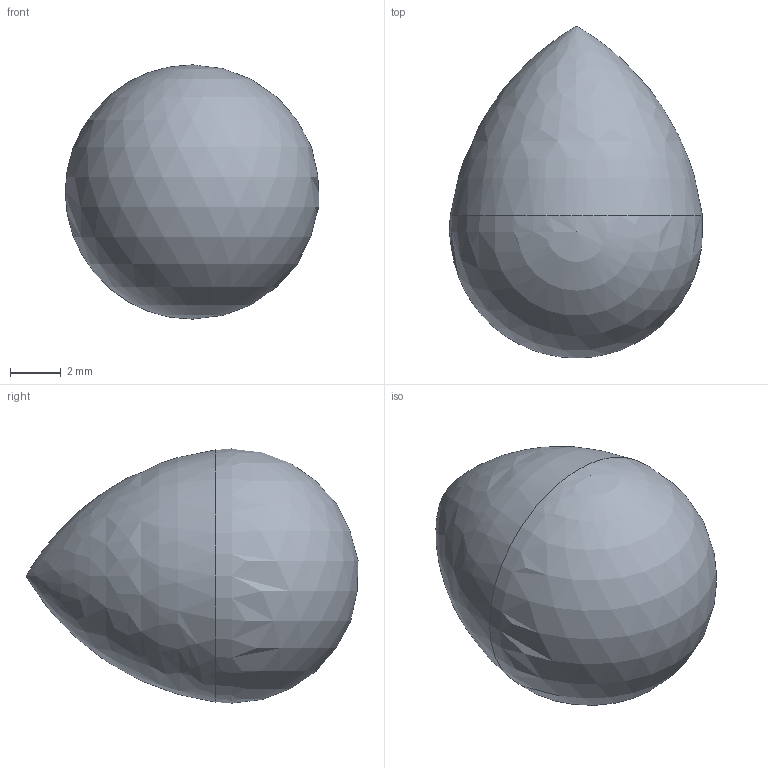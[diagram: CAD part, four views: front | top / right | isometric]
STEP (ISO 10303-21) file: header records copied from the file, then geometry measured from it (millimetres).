
FILE_DESCRIPTION(/* description */ (''),/* implementation_level */ '2;1');
FILE_NAME(/* name */ 'Droplet10mm.step',/* time_stamp */ '2022-05-10T10:48:40+02:00',/* author */ (''),/* organization */ (''),/* preprocessor_version */ 'ST-DEVELOPER v18.1',/* originating_system */ 'Autodesk Translation Framework v10.14.0.1471',/* authorisation */ '');
FILE_SCHEMA (('AUTOMOTIVE_DESIGN { 1 0 10303 214 3 1 1 }'));
Length unit declared in the file: millimetre
Products named in the file (1): Round Droplet
Bounding box: 9.96 x 13.05 x 10 mm (x, y, z)
Volume: 616.8 mm3; surface area: 355.9 mm2
Topology: 1 solids, 1 shells, 2 faces, 6 edges, 4 vertices
Faces by surface type: sphere 1, bspline 1
Entity records: 113 total; most frequent: CARTESIAN_POINT 36, DIRECTION 10, ORIENTED_EDGE 6, AXIS2_PLACEMENT_3D 5, VERTEX_POINT 4, EDGE_LOOP 3, CIRCLE 3, EDGE_CURVE 3
